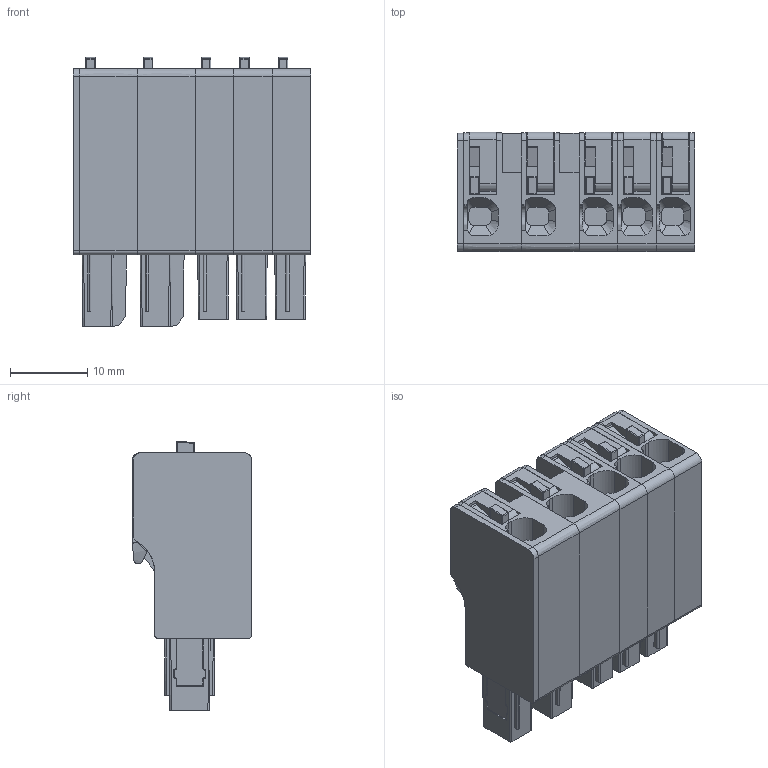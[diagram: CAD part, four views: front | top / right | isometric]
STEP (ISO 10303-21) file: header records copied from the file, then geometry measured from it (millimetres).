
FILE_DESCRIPTION(('CATIA V5 STEP Exchange','CAx-IF Rec.Pracs.--- Model Styling and Organization---1.4--- 2014-01-23'),'2;1');
FILE_NAME ('1361846-3_0_8000078347_8000078347.stp','2021-10-26T11:59:42+00:00',('none'),('Weidmueller'),'CATIA Version 5-6 Release 2016 SP3 HF44','CATIA V5 STEP AP214','none');
FILE_SCHEMA(('AUTOMOTIVE_DESIGN { 1 0 10303 214 1 1 1 1 }'));
Length unit declared in the file: millimetre
Products named in the file (1): 8000078347
Bounding box: 30.8 x 15.5 x 35 mm (x, y, z)
Volume: 10411.9 mm3; surface area: 10641.9 mm2
Topology: 16 solids, 16 shells, 1322 faces, 3656 edges, 2390 vertices
Faces by surface type: plane 770, cylinder 442, sphere 40, cone 36, bspline 18, torus 10, extrusion 6
Entity records: 44999 total; most frequent: CARTESIAN_POINT 12658, ORIENTED_EDGE 7232, DIRECTION 5611, EDGE_CURVE 3616, VERTEX_POINT 2390, VECTOR 2356, LINE 2350, AXIS2_PLACEMENT_3D 1958
